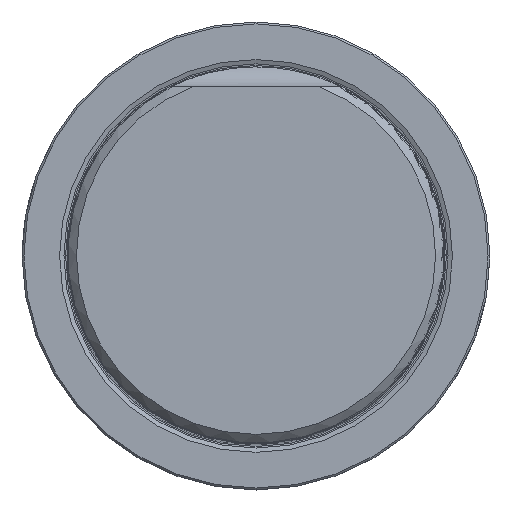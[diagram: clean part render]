
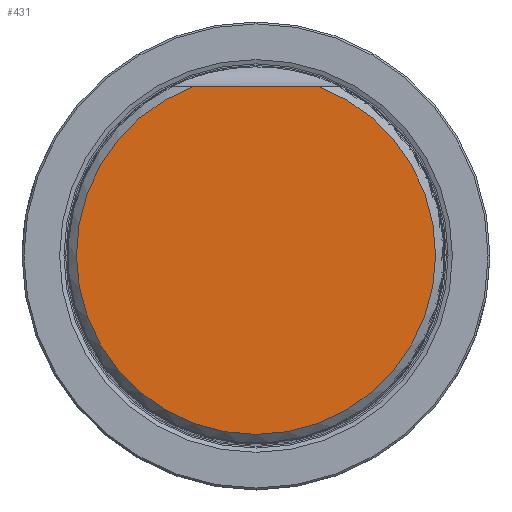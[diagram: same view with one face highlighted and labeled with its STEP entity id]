
A CAD part, top view. The second image highlights one B-rep face of the part: STEP entity #431.
In plain terms, the highlighted planar face has unit normal (0, 0, 1).
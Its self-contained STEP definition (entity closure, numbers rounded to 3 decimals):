
#316=PLANE('',#4587);
#431=ADVANCED_FACE('CU_SU_1',(#733),#316,.F.);
#733=FACE_OUTER_BOUND('',#970,.T.);
#970=EDGE_LOOP('',(#2160,#2161));
#1237=CIRCLE('',#4586,18.996);
#1537=LINE('',#6900,#1763);
#1763=VECTOR('',#5214,1.);
#2160=ORIENTED_EDGE('',*,*,#3778,.F.);
#2161=ORIENTED_EDGE('',*,*,#3779,.F.);
#3338=VERTEX_POINT('',#6898);
#3339=VERTEX_POINT('',#6899);
#3778=EDGE_CURVE('',#3338,#3339,#1237,.T.);
#3779=EDGE_CURVE('',#3339,#3338,#1537,.T.);
#4586=AXIS2_PLACEMENT_3D('',#6897,#5212,#5213);
#4587=AXIS2_PLACEMENT_3D('',#6901,#5215,#5216);
#5212=DIRECTION('',(0.,0.,-1.));
#5213=DIRECTION('',(0.,-1.,0.));
#5214=DIRECTION('',(1.,0.,0.));
#5215=DIRECTION('',(0.,0.,-1.));
#5216=DIRECTION('',(0.,-1.,0.));
#6897=CARTESIAN_POINT('',(0.,0.,70.));
#6898=CARTESIAN_POINT('',(6.623,17.804,70.));
#6899=CARTESIAN_POINT('',(-6.623,17.804,70.));
#6900=CARTESIAN_POINT('',(-19.996,17.804,70.));
#6901=CARTESIAN_POINT('',(0.,0.,70.));
